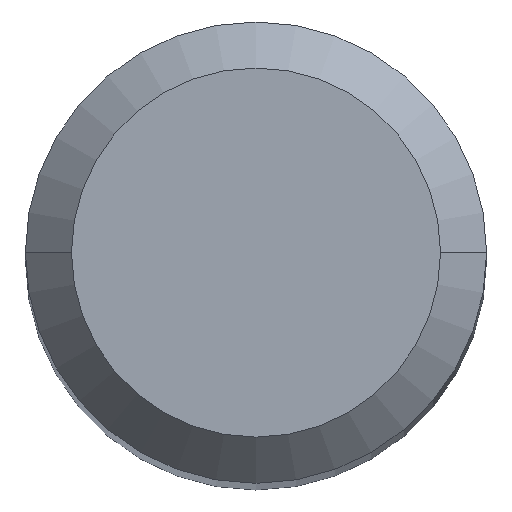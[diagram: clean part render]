
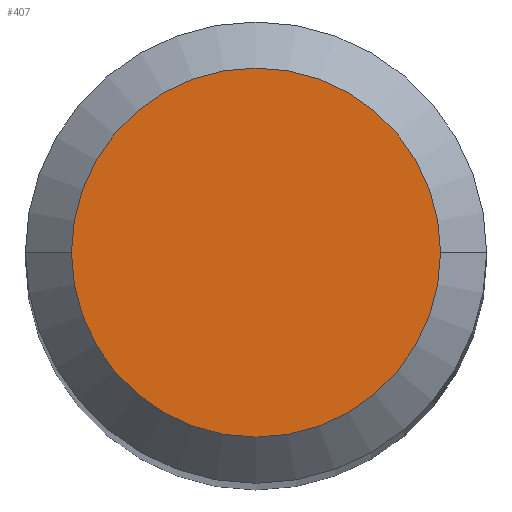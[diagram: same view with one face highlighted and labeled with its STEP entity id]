
A CAD part, top view. The second image highlights one B-rep face of the part: STEP entity #407.
In plain terms, the highlighted planar face has unit normal (0, 0, 1).
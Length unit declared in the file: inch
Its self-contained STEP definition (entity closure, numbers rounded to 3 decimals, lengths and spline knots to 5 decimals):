
#9 = VERTEX_POINT ( 'NONE', #205 ) ;
#30 = AXIS2_PLACEMENT_3D ( 'NONE', #272, #117, #311 ) ;
#72 = CARTESIAN_POINT ( 'NONE',  ( 0., 0., 0. ) ) ;
#78 = CARTESIAN_POINT ( 'NONE',  ( 0., 0., 0. ) ) ;
#87 = ORIENTED_EDGE ( 'NONE', *, *, #438, .T. ) ;
#117 = DIRECTION ( 'NONE',  ( 0., 0., 1. ) ) ;
#123 = AXIS2_PLACEMENT_3D ( 'NONE', #72, #295, #439 ) ;
#158 = FACE_OUTER_BOUND ( 'NONE', #251, .T. ) ;
#165 = ORIENTED_EDGE ( 'NONE', *, *, #309, .T. ) ;
#203 = VERTEX_POINT ( 'NONE', #377 ) ;
#205 = CARTESIAN_POINT ( 'NONE',  ( -0.063, 0., 0. ) ) ;
#249 = CIRCLE ( 'NONE', #30, 0.063 ) ;
#251 = EDGE_LOOP ( 'NONE', ( #87, #165 ) ) ;
#272 = CARTESIAN_POINT ( 'NONE',  ( 0., 0., 0. ) ) ;
#295 = DIRECTION ( 'NONE',  ( 0., 0., 1. ) ) ;
#299 = AXIS2_PLACEMENT_3D ( 'NONE', #78, #343, #310 ) ;
#309 = EDGE_CURVE ( 'NONE', #203, #9, #470, .T. ) ;
#310 = DIRECTION ( 'NONE',  ( -1., 0., 0. ) ) ;
#311 = DIRECTION ( 'NONE',  ( 1., 0., 0. ) ) ;
#343 = DIRECTION ( 'NONE',  ( 0., 0., -1. ) ) ;
#347 = PLANE ( 'NONE',  #299 ) ;
#377 = CARTESIAN_POINT ( 'NONE',  ( 0.063, 0., 0. ) ) ;
#407 = ADVANCED_FACE ( 'NONE', ( #158 ), #347, .F. ) ;
#438 = EDGE_CURVE ( 'NONE', #9, #203, #249, .T. ) ;
#439 = DIRECTION ( 'NONE',  ( 1., 0., 0. ) ) ;
#470 = CIRCLE ( 'NONE', #123, 0.063 ) ;
